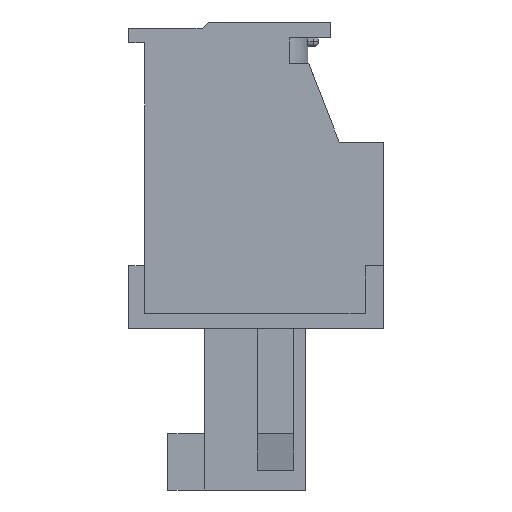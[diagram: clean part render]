
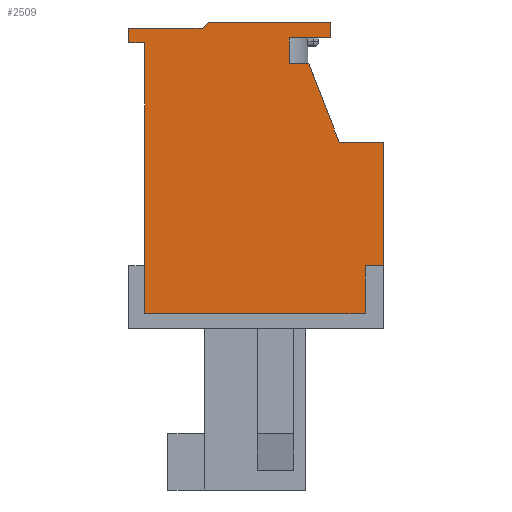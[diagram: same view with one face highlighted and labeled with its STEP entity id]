
A CAD part, left-side view. The second image highlights one B-rep face of the part: STEP entity #2509.
In plain terms, the highlighted planar face has unit normal (-1, 0, 0).
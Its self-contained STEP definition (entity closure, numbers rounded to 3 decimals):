
#2509 = ADVANCED_FACE( '', ( #5261 ), #5262, .T. );
#5261 = FACE_OUTER_BOUND( '', #8309, .T. );
#5262 = PLANE( '', #8310 );
#8309 = EDGE_LOOP( '', ( #15215, #15216, #15217, #15218, #15219, #15220, #15221, #15222, #15223, #15224, #15225, #15226, #15227, #15228, #15229, #15230 ) );
#8310 = AXIS2_PLACEMENT_3D( '', #15231, #15232, #15233 );
#15215 = ORIENTED_EDGE( '', *, *, #20627, .F. );
#15216 = ORIENTED_EDGE( '', *, *, #21516, .T. );
#15217 = ORIENTED_EDGE( '', *, *, #21517, .T. );
#15218 = ORIENTED_EDGE( '', *, *, #21518, .T. );
#15219 = ORIENTED_EDGE( '', *, *, #18797, .T. );
#15220 = ORIENTED_EDGE( '', *, *, #19845, .T. );
#15221 = ORIENTED_EDGE( '', *, *, #21519, .T. );
#15222 = ORIENTED_EDGE( '', *, *, #19567, .T. );
#15223 = ORIENTED_EDGE( '', *, *, #19929, .T. );
#15224 = ORIENTED_EDGE( '', *, *, #21520, .T. );
#15225 = ORIENTED_EDGE( '', *, *, #21083, .T. );
#15226 = ORIENTED_EDGE( '', *, *, #21521, .T. );
#15227 = ORIENTED_EDGE( '', *, *, #21522, .T. );
#15228 = ORIENTED_EDGE( '', *, *, #21273, .T. );
#15229 = ORIENTED_EDGE( '', *, *, #21345, .T. );
#15230 = ORIENTED_EDGE( '', *, *, #20524, .T. );
#15231 = CARTESIAN_POINT( '', ( -15.24, 0., 0. ) );
#15232 = DIRECTION( '', ( -1., 0., 0. ) );
#15233 = DIRECTION( '', ( 0., 0., 1. ) );
#18797 = EDGE_CURVE( '', #22572, #22573, #22574, .T. );
#19567 = EDGE_CURVE( '', #23910, #23911, #23912, .T. );
#19845 = EDGE_CURVE( '', #22573, #24362, #24363, .T. );
#19929 = EDGE_CURVE( '', #23911, #24504, #24505, .T. );
#20524 = EDGE_CURVE( '', #25418, #25419, #25420, .T. );
#20627 = EDGE_CURVE( '', #25567, #25419, #25568, .T. );
#21083 = EDGE_CURVE( '', #26222, #26220, #26223, .T. );
#21273 = EDGE_CURVE( '', #26474, #26472, #26475, .T. );
#21345 = EDGE_CURVE( '', #26472, #25418, #26565, .T. );
#21516 = EDGE_CURVE( '', #25567, #26778, #26779, .T. );
#21517 = EDGE_CURVE( '', #26778, #26780, #26781, .T. );
#21518 = EDGE_CURVE( '', #26780, #22572, #26782, .T. );
#21519 = EDGE_CURVE( '', #24362, #23910, #26783, .T. );
#21520 = EDGE_CURVE( '', #24504, #26222, #26784, .T. );
#21521 = EDGE_CURVE( '', #26220, #26785, #26786, .T. );
#21522 = EDGE_CURVE( '', #26785, #26474, #26787, .T. );
#22572 = VERTEX_POINT( '', #28054 );
#22573 = VERTEX_POINT( '', #28055 );
#22574 = LINE( '', #28056, #28057 );
#23910 = VERTEX_POINT( '', #29988 );
#23911 = VERTEX_POINT( '', #29989 );
#23912 = LINE( '', #29990, #29991 );
#24362 = VERTEX_POINT( '', #30662 );
#24363 = LINE( '', #30663, #30664 );
#24504 = VERTEX_POINT( '', #30877 );
#24505 = LINE( '', #30878, #30879 );
#25418 = VERTEX_POINT( '', #32262 );
#25419 = VERTEX_POINT( '', #32263 );
#25420 = LINE( '', #32264, #32265 );
#25567 = VERTEX_POINT( '', #32495 );
#25568 = LINE( '', #32496, #32497 );
#26220 = VERTEX_POINT( '', #33487 );
#26222 = VERTEX_POINT( '', #33490 );
#26223 = LINE( '', #33491, #33492 );
#26472 = VERTEX_POINT( '', #33868 );
#26474 = VERTEX_POINT( '', #33871 );
#26475 = LINE( '', #33872, #33873 );
#26565 = LINE( '', #34006, #34007 );
#26778 = VERTEX_POINT( '', #34319 );
#26779 = LINE( '', #34320, #34321 );
#26780 = VERTEX_POINT( '', #34322 );
#26781 = LINE( '', #34323, #34324 );
#26782 = LINE( '', #34325, #34326 );
#26783 = LINE( '', #34327, #34328 );
#26784 = LINE( '', #34329, #34330 );
#26785 = VERTEX_POINT( '', #34331 );
#26786 = LINE( '', #34332, #34333 );
#26787 = LINE( '', #34334, #34335 );
#28054 = CARTESIAN_POINT( '', ( -15.24, -3.1, 6.375 ) );
#28055 = CARTESIAN_POINT( '', ( -15.24, 1.9, 6.375 ) );
#28056 = CARTESIAN_POINT( '', ( -15.24, -3.1, 6.375 ) );
#28057 = VECTOR( '', #35684, 1000. );
#29988 = CARTESIAN_POINT( '', ( -15.24, 5.15, 6.125 ) );
#29989 = CARTESIAN_POINT( '', ( -15.24, 5.15, 5.525 ) );
#29990 = CARTESIAN_POINT( '', ( -15.24, 5.15, 6.125 ) );
#29991 = VECTOR( '', #36459, 1000. );
#30662 = CARTESIAN_POINT( '', ( -15.24, 2.153, 6.125 ) );
#30663 = CARTESIAN_POINT( '', ( -15.24, 1.9, 6.375 ) );
#30664 = VECTOR( '', #36712, 1000. );
#30877 = CARTESIAN_POINT( '', ( -15.24, 4.5, 5.525 ) );
#30878 = CARTESIAN_POINT( '', ( -15.24, 5.15, 5.525 ) );
#30879 = VECTOR( '', #36791, 1000. );
#32262 = CARTESIAN_POINT( '', ( -15.24, -3.45, 1.475 ) );
#32263 = CARTESIAN_POINT( '', ( -15.24, -2.2, 4.675 ) );
#32264 = CARTESIAN_POINT( '', ( -15.24, -3.45, 1.475 ) );
#32265 = VECTOR( '', #37369, 1000. );
#32495 = CARTESIAN_POINT( '', ( -15.24, -1.4, 4.675 ) );
#32496 = CARTESIAN_POINT( '', ( -15.24, -1.4, 4.675 ) );
#32497 = VECTOR( '', #37444, 1000. );
#33487 = CARTESIAN_POINT( '', ( -15.24, -4.5, -5.525 ) );
#33490 = CARTESIAN_POINT( '', ( -15.24, 4.5, -5.525 ) );
#33491 = CARTESIAN_POINT( '', ( -15.24, 4.5, -5.525 ) );
#33492 = VECTOR( '', #37859, 1000. );
#33868 = CARTESIAN_POINT( '', ( -15.24, -5.25, 1.475 ) );
#33871 = CARTESIAN_POINT( '', ( -15.24, -5.25, -3.575 ) );
#33872 = CARTESIAN_POINT( '', ( -15.24, -5.25, -3.575 ) );
#33873 = VECTOR( '', #38026, 1000. );
#34006 = CARTESIAN_POINT( '', ( -15.24, -5.25, 1.475 ) );
#34007 = VECTOR( '', #38100, 1000. );
#34319 = CARTESIAN_POINT( '', ( -15.24, -1.4, 5.725 ) );
#34320 = CARTESIAN_POINT( '', ( -15.24, -1.4, 4.675 ) );
#34321 = VECTOR( '', #38242, 1000. );
#34322 = CARTESIAN_POINT( '', ( -15.24, -3.1, 5.725 ) );
#34323 = CARTESIAN_POINT( '', ( -15.24, -2.2, 5.725 ) );
#34324 = VECTOR( '', #38243, 1000. );
#34325 = CARTESIAN_POINT( '', ( -15.24, -3.1, 5.725 ) );
#34326 = VECTOR( '', #38244, 1000. );
#34327 = CARTESIAN_POINT( '', ( -15.24, 2.153, 6.125 ) );
#34328 = VECTOR( '', #38245, 1000. );
#34329 = CARTESIAN_POINT( '', ( -15.24, 4.5, 5.525 ) );
#34330 = VECTOR( '', #38246, 1000. );
#34331 = CARTESIAN_POINT( '', ( -15.24, -4.5, -3.575 ) );
#34332 = CARTESIAN_POINT( '', ( -15.24, -4.5, -5.525 ) );
#34333 = VECTOR( '', #38247, 1000. );
#34334 = CARTESIAN_POINT( '', ( -15.24, -4.5, -3.575 ) );
#34335 = VECTOR( '', #38248, 1000. );
#35684 = DIRECTION( '', ( 0., 1., 0. ) );
#36459 = DIRECTION( '', ( 0., 0., -1. ) );
#36712 = DIRECTION( '', ( 0., 0.711, -0.704 ) );
#36791 = DIRECTION( '', ( 0., -1., 0. ) );
#37369 = DIRECTION( '', ( 0., 0.364, 0.931 ) );
#37444 = DIRECTION( '', ( 0., -1., 0. ) );
#37859 = DIRECTION( '', ( 0., -1., 0. ) );
#38026 = DIRECTION( '', ( 0., 0., 1. ) );
#38100 = DIRECTION( '', ( 0., 1., 0. ) );
#38242 = DIRECTION( '', ( 0., 0., 1. ) );
#38243 = DIRECTION( '', ( 0., -1., 0. ) );
#38244 = DIRECTION( '', ( 0., 0., 1. ) );
#38245 = DIRECTION( '', ( 0., 1., 0. ) );
#38246 = DIRECTION( '', ( 0., 0., -1. ) );
#38247 = DIRECTION( '', ( 0., 0., 1. ) );
#38248 = DIRECTION( '', ( 0., -1., 0. ) );
